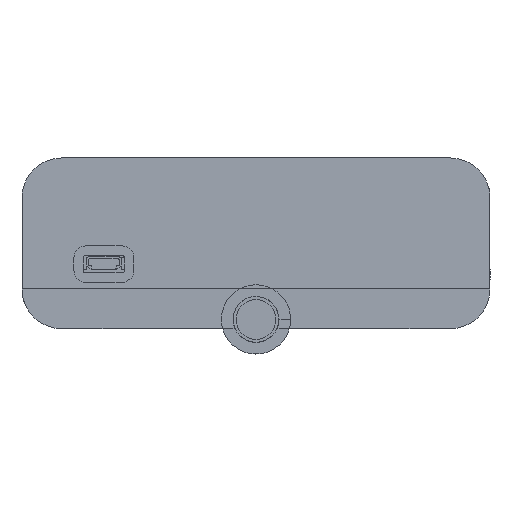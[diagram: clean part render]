
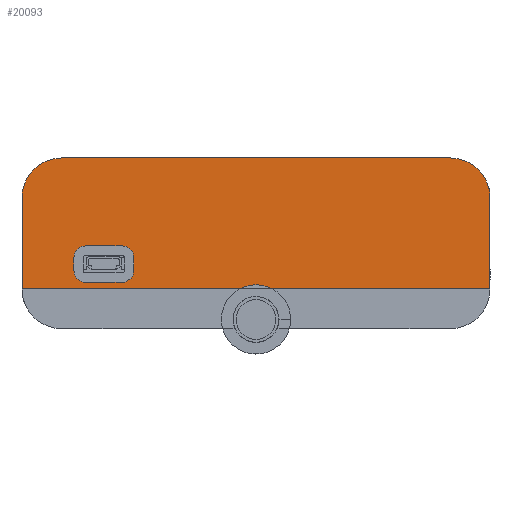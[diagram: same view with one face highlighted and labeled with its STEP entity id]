
A CAD part, front view. The second image highlights one B-rep face of the part: STEP entity #20093.
In plain terms, the highlighted face is planar.
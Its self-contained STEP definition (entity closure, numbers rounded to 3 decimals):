
#451=LINE('',#29251,#2815);
#453=LINE('',#29255,#2817);
#496=LINE('',#29382,#2860);
#500=LINE('',#29391,#2864);
#503=LINE('',#29399,#2867);
#506=LINE('',#29407,#2870);
#637=LINE('',#29808,#3001);
#638=LINE('',#29811,#3002);
#640=LINE('',#29815,#3004);
#2815=VECTOR('',#23328,10.);
#2817=VECTOR('',#23330,10.);
#2860=VECTOR('',#23425,10.);
#2864=VECTOR('',#23435,10.);
#2867=VECTOR('',#23444,10.);
#2870=VECTOR('',#23453,10.);
#3001=VECTOR('',#23812,10.);
#3002=VECTOR('',#23815,10.);
#3004=VECTOR('',#23819,10.);
#5188=FACE_BOUND('',#6705,.T.);
#5549=FACE_OUTER_BOUND('',#6704,.T.);
#6704=EDGE_LOOP('',(#14302,#14303,#14304,#14305,#14306,#14307,#14308,#14309));
#6705=EDGE_LOOP('',(#14310,#14311,#14312,#14313,#14314,#14315,#14316,#14317));
#7874=CIRCLE('',#21340,2.5);
#7875=CIRCLE('',#21343,2.5);
#7876=CIRCLE('',#21346,2.5);
#7877=CIRCLE('',#21349,2.5);
#7924=CIRCLE('',#21459,8.5);
#7935=CIRCLE('',#21494,8.5);
#7936=CIRCLE('',#21496,7.4);
#8433=VERTEX_POINT('',#29248);
#8434=VERTEX_POINT('',#29250);
#8435=VERTEX_POINT('',#29252);
#8436=VERTEX_POINT('',#29254);
#8493=VERTEX_POINT('',#29379);
#8494=VERTEX_POINT('',#29381);
#8495=VERTEX_POINT('',#29385);
#8496=VERTEX_POINT('',#29389);
#8497=VERTEX_POINT('',#29393);
#8498=VERTEX_POINT('',#29397);
#8499=VERTEX_POINT('',#29401);
#8500=VERTEX_POINT('',#29405);
#8615=VERTEX_POINT('',#29801);
#8616=VERTEX_POINT('',#29802);
#8617=VERTEX_POINT('',#29810);
#8618=VERTEX_POINT('',#29814);
#10479=EDGE_CURVE('',#8433,#8434,#451,.T.);
#10481=EDGE_CURVE('',#8435,#8436,#453,.T.);
#10544=EDGE_CURVE('',#8493,#8494,#496,.T.);
#10547=EDGE_CURVE('',#8495,#8493,#7874,.T.);
#10549=EDGE_CURVE('',#8496,#8495,#500,.T.);
#10551=EDGE_CURVE('',#8497,#8496,#7875,.T.);
#10553=EDGE_CURVE('',#8498,#8497,#503,.T.);
#10554=EDGE_CURVE('',#8499,#8498,#7876,.T.);
#10557=EDGE_CURVE('',#8500,#8499,#506,.T.);
#10558=EDGE_CURVE('',#8494,#8500,#7877,.T.);
#10737=EDGE_CURVE('',#8615,#8616,#7924,.T.);
#10741=EDGE_CURVE('',#8436,#8615,#637,.T.);
#10742=EDGE_CURVE('',#8617,#8433,#638,.T.);
#10744=EDGE_CURVE('',#8616,#8618,#640,.T.);
#10783=EDGE_CURVE('',#8618,#8617,#7935,.T.);
#10784=EDGE_CURVE('',#8434,#8435,#7936,.T.);
#14302=ORIENTED_EDGE('',*,*,#10481,.F.);
#14303=ORIENTED_EDGE('',*,*,#10784,.F.);
#14304=ORIENTED_EDGE('',*,*,#10479,.F.);
#14305=ORIENTED_EDGE('',*,*,#10742,.F.);
#14306=ORIENTED_EDGE('',*,*,#10783,.F.);
#14307=ORIENTED_EDGE('',*,*,#10744,.F.);
#14308=ORIENTED_EDGE('',*,*,#10737,.F.);
#14309=ORIENTED_EDGE('',*,*,#10741,.F.);
#14310=ORIENTED_EDGE('',*,*,#10547,.F.);
#14311=ORIENTED_EDGE('',*,*,#10549,.F.);
#14312=ORIENTED_EDGE('',*,*,#10551,.F.);
#14313=ORIENTED_EDGE('',*,*,#10553,.F.);
#14314=ORIENTED_EDGE('',*,*,#10554,.F.);
#14315=ORIENTED_EDGE('',*,*,#10557,.F.);
#14316=ORIENTED_EDGE('',*,*,#10558,.F.);
#14317=ORIENTED_EDGE('',*,*,#10544,.F.);
#19142=PLANE('',#21495);
#20093=ADVANCED_FACE('',(#5549,#5188),#19142,.T.);
#21340=AXIS2_PLACEMENT_3D('',#29387,#23430,#23431);
#21343=AXIS2_PLACEMENT_3D('',#29395,#23439,#23440);
#21346=AXIS2_PLACEMENT_3D('',#29402,#23447,#23448);
#21349=AXIS2_PLACEMENT_3D('',#29409,#23456,#23457);
#21459=AXIS2_PLACEMENT_3D('',#29803,#23804,#23805);
#21494=AXIS2_PLACEMENT_3D('',#29891,#23909,#23910);
#21495=AXIS2_PLACEMENT_3D('',#29892,#23911,#23912);
#21496=AXIS2_PLACEMENT_3D('',#29893,#23913,#23914);
#23328=DIRECTION('',(1.,0.,0.));
#23330=DIRECTION('',(1.,0.,0.));
#23425=DIRECTION('',(0.,-1.,0.));
#23430=DIRECTION('center_axis',(0.,0.,
-1.));
#23431=DIRECTION('ref_axis',(1.,0.,0.));
#23435=DIRECTION('',(1.,0.,0.));
#23439=DIRECTION('center_axis',(0.,0.,
-1.));
#23440=DIRECTION('ref_axis',(0.,1.,0.));
#23444=DIRECTION('',(0.,1.,0.));
#23447=DIRECTION('center_axis',(0.,0.,
-1.));
#23448=DIRECTION('ref_axis',(-1.,0.,0.));
#23453=DIRECTION('',(-1.,0.,0.));
#23456=DIRECTION('center_axis',(0.,0.,
-1.));
#23457=DIRECTION('ref_axis',(0.,-1.,0.));
#23804=DIRECTION('center_axis',(0.,0.,
1.));
#23805=DIRECTION('ref_axis',(0.,1.,0.));
#23812=DIRECTION('',(0.,1.,0.));
#23815=DIRECTION('',(0.,-1.,0.));
#23819=DIRECTION('',(-1.,0.,0.));
#23909=DIRECTION('center_axis',(0.,0.,
1.));
#23910=DIRECTION('ref_axis',(-1.,0.,0.));
#23911=DIRECTION('center_axis',(0.,0.,
-1.));
#23912=DIRECTION('ref_axis',(-1.,0.,0.));
#23913=DIRECTION('center_axis',(0.,0.,
-1.));
#23914=DIRECTION('ref_axis',(-1.,0.,0.));
#29248=CARTESIAN_POINT('',(-712.214,0.,-4.));
#29250=CARTESIAN_POINT('',(-665.751,0.,-4.));
#29251=CARTESIAN_POINT('',(-662.214,0.,-4.));
#29252=CARTESIAN_POINT('',(-658.677,0.,-4.));
#29254=CARTESIAN_POINT('',(-612.214,0.,-4.));
#29255=CARTESIAN_POINT('',(-662.214,0.,-4.));
#29379=CARTESIAN_POINT('',(-623.316,6.701,-4.));
#29381=CARTESIAN_POINT('',(-623.316,3.95,-4.));
#29382=CARTESIAN_POINT('',(-623.316,6.701,-4.));
#29385=CARTESIAN_POINT('',(-625.816,9.201,-4.));
#29387=CARTESIAN_POINT('Origin',(-625.816,6.701,-4.));
#29389=CARTESIAN_POINT('',(-633.597,9.201,-4.));
#29391=CARTESIAN_POINT('',(-633.597,9.201,-4.));
#29393=CARTESIAN_POINT('',(-636.097,6.701,-4.));
#29395=CARTESIAN_POINT('Origin',(-633.597,6.701,-4.));
#29397=CARTESIAN_POINT('',(-636.097,3.95,-4.));
#29399=CARTESIAN_POINT('',(-636.097,3.95,-4.));
#29401=CARTESIAN_POINT('',(-633.597,1.45,-4.));
#29402=CARTESIAN_POINT('Origin',(-633.597,3.95,-4.));
#29405=CARTESIAN_POINT('',(-625.816,1.45,-4.));
#29407=CARTESIAN_POINT('',(-625.816,1.45,-4.));
#29409=CARTESIAN_POINT('Origin',(-625.816,3.95,-4.));
#29801=CARTESIAN_POINT('',(-612.214,19.5,-4.));
#29802=CARTESIAN_POINT('',(-620.714,28.,-4.));
#29803=CARTESIAN_POINT('Origin',(-620.714,19.5,-4.));
#29808=CARTESIAN_POINT('',(-612.214,0.,-4.));
#29810=CARTESIAN_POINT('',(-712.214,19.5,-4.));
#29811=CARTESIAN_POINT('',(-712.214,19.5,-4.));
#29814=CARTESIAN_POINT('',(-703.714,28.,-4.));
#29815=CARTESIAN_POINT('',(-620.714,28.,-4.));
#29891=CARTESIAN_POINT('Origin',(-703.714,19.5,-4.));
#29892=CARTESIAN_POINT('Origin',(-712.214,9.75,-4.));
#29893=CARTESIAN_POINT('Origin',(-662.214,-6.5,-4.));
